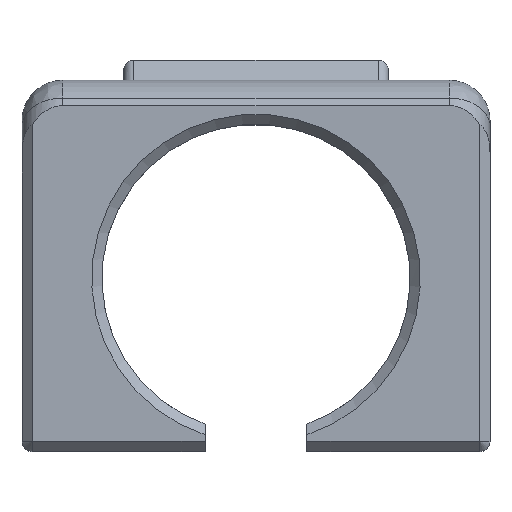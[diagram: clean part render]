
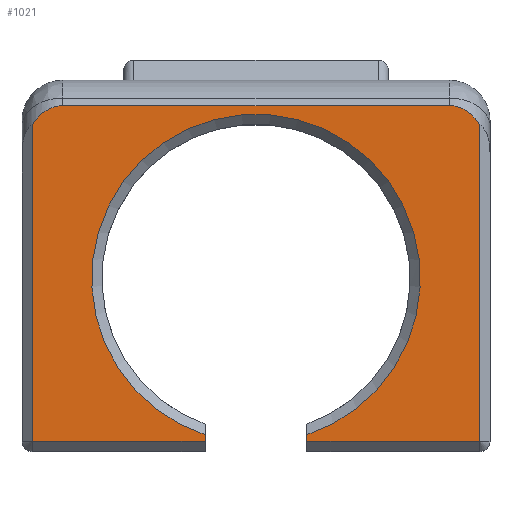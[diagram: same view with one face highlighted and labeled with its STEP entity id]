
A CAD part, top view. The second image highlights one B-rep face of the part: STEP entity #1021.
In plain terms, the highlighted planar face has unit normal (0, 0, 1).
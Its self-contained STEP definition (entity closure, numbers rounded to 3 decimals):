
#28=PLANE('',#1110);
#80=LINE('',#1621,#179);
#81=LINE('',#1626,#180);
#82=LINE('',#1628,#181);
#83=LINE('',#1630,#182);
#84=LINE('',#1634,#183);
#85=LINE('',#1636,#184);
#86=LINE('',#1638,#185);
#179=VECTOR('',#1269,10.);
#180=VECTOR('',#1274,10.);
#181=VECTOR('',#1275,10.);
#182=VECTOR('',#1276,10.);
#183=VECTOR('',#1279,10.);
#184=VECTOR('',#1280,10.);
#185=VECTOR('',#1281,10.);
#255=ELLIPSE('',#1092,5.657,4.);
#256=ELLIPSE('',#1107,5.657,4.);
#258=ELLIPSE('',#1111,5.196,3.);
#259=ELLIPSE('',#1113,5.196,3.);
#302=FACE_OUTER_BOUND('',#364,.T.);
#364=EDGE_LOOP('',(#760,#761,#762,#763,#764,#765,#766,#767,#768,#769,#770,
#771));
#426=CIRCLE('',#1112,16.15);
#458=VERTEX_POINT('',#1537);
#459=VERTEX_POINT('',#1539);
#480=VERTEX_POINT('',#1608);
#481=VERTEX_POINT('',#1609);
#484=VERTEX_POINT('',#1623);
#485=VERTEX_POINT('',#1625);
#486=VERTEX_POINT('',#1627);
#487=VERTEX_POINT('',#1629);
#488=VERTEX_POINT('',#1631);
#489=VERTEX_POINT('',#1633);
#490=VERTEX_POINT('',#1635);
#491=VERTEX_POINT('',#1637);
#553=EDGE_CURVE('',#458,#459,#255,.T.);
#582=EDGE_CURVE('',#480,#481,#256,.T.);
#587=EDGE_CURVE('',#481,#458,#80,.T.);
#588=EDGE_CURVE('',#484,#480,#258,.T.);
#589=EDGE_CURVE('',#485,#484,#81,.T.);
#590=EDGE_CURVE('',#486,#485,#82,.T.);
#591=EDGE_CURVE('',#487,#486,#83,.T.);
#592=EDGE_CURVE('',#488,#487,#426,.T.);
#593=EDGE_CURVE('',#488,#489,#84,.T.);
#594=EDGE_CURVE('',#490,#489,#85,.T.);
#595=EDGE_CURVE('',#491,#490,#86,.T.);
#596=EDGE_CURVE('',#459,#491,#259,.T.);
#760=ORIENTED_EDGE('',*,*,#553,.F.);
#761=ORIENTED_EDGE('',*,*,#587,.F.);
#762=ORIENTED_EDGE('',*,*,#582,.F.);
#763=ORIENTED_EDGE('',*,*,#588,.F.);
#764=ORIENTED_EDGE('',*,*,#589,.F.);
#765=ORIENTED_EDGE('',*,*,#590,.F.);
#766=ORIENTED_EDGE('',*,*,#591,.F.);
#767=ORIENTED_EDGE('',*,*,#592,.F.);
#768=ORIENTED_EDGE('',*,*,#593,.T.);
#769=ORIENTED_EDGE('',*,*,#594,.F.);
#770=ORIENTED_EDGE('',*,*,#595,.F.);
#771=ORIENTED_EDGE('',*,*,#596,.F.);
#1021=ADVANCED_FACE('',(#302),#28,.T.);
#1092=AXIS2_PLACEMENT_3D('',#1540,#1211,#1212);
#1107=AXIS2_PLACEMENT_3D('',#1610,#1261,#1262);
#1110=AXIS2_PLACEMENT_3D('',#1622,#1270,#1271);
#1111=AXIS2_PLACEMENT_3D('',#1624,#1272,#1273);
#1112=AXIS2_PLACEMENT_3D('',#1632,#1277,#1278);
#1113=AXIS2_PLACEMENT_3D('',#1639,#1282,#1283);
#1211=DIRECTION('center_axis',(0.,0.,-1.));
#1212=DIRECTION('ref_axis',(0.,1.,0.));
#1261=DIRECTION('center_axis',(0.,0.,-1.));
#1262=DIRECTION('ref_axis',(0.,1.,0.));
#1269=DIRECTION('',(1.,0.,0.));
#1270=DIRECTION('center_axis',(0.,0.,1.));
#1271=DIRECTION('ref_axis',(1.,0.,0.));
#1272=DIRECTION('center_axis',(0.,0.,-1.));
#1273=DIRECTION('ref_axis',(-0.707,0.707,0.));
#1274=DIRECTION('',(0.,1.,0.));
#1275=DIRECTION('',(-1.,0.,0.));
#1276=DIRECTION('',(0.,-1.,0.));
#1277=DIRECTION('center_axis',(0.,0.,1.));
#1278=DIRECTION('ref_axis',(1.,0.,0.));
#1279=DIRECTION('',(0.,-1.,0.));
#1280=DIRECTION('',(-1.,0.,0.));
#1281=DIRECTION('',(0.,-1.,0.));
#1282=DIRECTION('center_axis',(0.,0.,-1.));
#1283=DIRECTION('ref_axis',(0.707,0.707,0.));
#1537=CARTESIAN_POINT('',(19.,17.,0.));
#1539=CARTESIAN_POINT('',(21.992,15.097,0.));
#1540=CARTESIAN_POINT('Origin',(19.,11.343,0.));
#1608=CARTESIAN_POINT('',(-21.992,15.097,0.));
#1609=CARTESIAN_POINT('',(-19.,17.,0.));
#1610=CARTESIAN_POINT('Origin',(-19.,11.343,0.));
#1621=CARTESIAN_POINT('',(-11.5,17.,0.));
#1622=CARTESIAN_POINT('Origin',(0.,1.25,0.));
#1623=CARTESIAN_POINT('',(-22.,14.879,0.));
#1624=CARTESIAN_POINT('Origin',(-17.757,12.757,0.));
#1625=CARTESIAN_POINT('',(-22.,-16.,0.));
#1626=CARTESIAN_POINT('',(-22.,-7.875,0.));
#1627=CARTESIAN_POINT('',(-5.,-16.,0.));
#1628=CARTESIAN_POINT('',(-2.5,-16.,0.));
#1629=CARTESIAN_POINT('',(-5.,-15.357,0.));
#1630=CARTESIAN_POINT('',(-5.,-14.301,0.));
#1631=CARTESIAN_POINT('',(5.,-15.357,0.));
#1632=CARTESIAN_POINT('Origin',(0.,0.,0.));
#1633=CARTESIAN_POINT('',(5.,-16.,0.));
#1634=CARTESIAN_POINT('',(5.,-14.301,0.));
#1635=CARTESIAN_POINT('',(22.,-16.,0.));
#1636=CARTESIAN_POINT('',(11.5,-16.,0.));
#1637=CARTESIAN_POINT('',(22.,14.879,0.));
#1638=CARTESIAN_POINT('',(22.,10.375,0.));
#1639=CARTESIAN_POINT('Origin',(17.757,12.757,0.));
